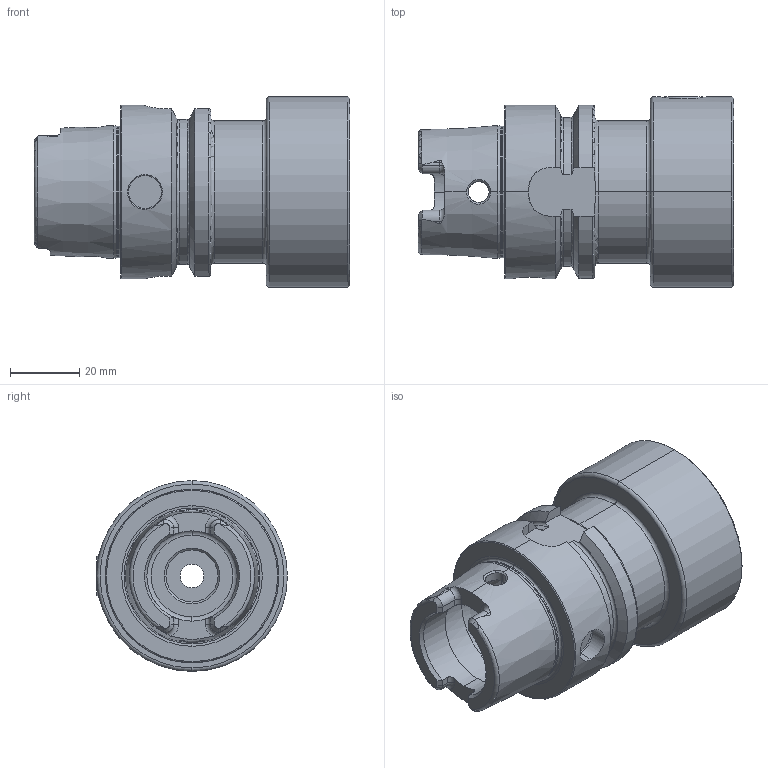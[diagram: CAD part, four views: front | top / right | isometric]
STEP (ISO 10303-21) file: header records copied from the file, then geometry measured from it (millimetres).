
FILE_DESCRIPTION (( 'STEP AP214' ), '1' );
FILE_NAME ('102.050.551.STEP', '2019-05-28T06:51:29', ( '' ), ( '' ), 'SwSTEP 2.0', 'SolidWorks 2017', '' );
FILE_SCHEMA (( 'AUTOMOTIVE_DESIGN' ));
Length unit declared in the file: millimetre
Products named in the file (5): HA5-MB5.K01.066_B_Fertigbearbeitung; MB5-ER1.001.017_A; HA5-MB5.K01.066_B; 102.050.551
Assembly tree (2 placements, depth 2):
  MB5-ER1.001.017_A
  HA5-MB5.K01.066_B
  102.050.551
    HA5-MB5.K01.066_B_Fertigbearbeitung
    MB5-ER1.001.017_A
Bounding box: 90.9 x 55 x 55 mm (x, y, z)
Volume: 101758.2 mm3; surface area: 27543 mm2
Topology: 2 solids, 2 shells, 229 faces, 581 edges, 358 vertices
Faces by surface type: plane 72, cylinder 68, cone 46, torus 39, bspline 4
Entity records: 9599 total; most frequent: CARTESIAN_POINT 2741, ORIENTED_EDGE 1158, DIRECTION 1151, EDGE_CURVE 579, AXIS2_PLACEMENT_3D 472, VERTEX_POINT 358, CIRCLE 241, EDGE_LOOP 241
